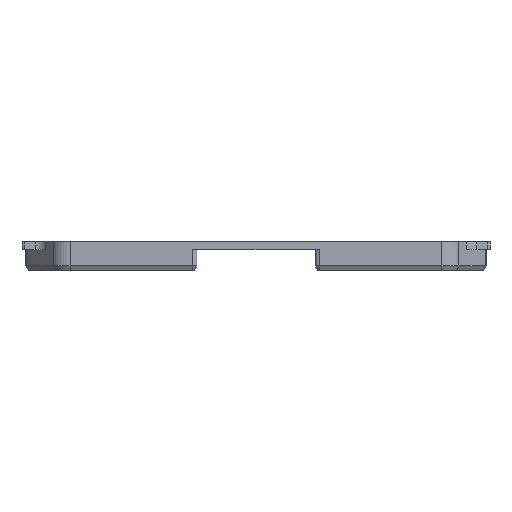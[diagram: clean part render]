
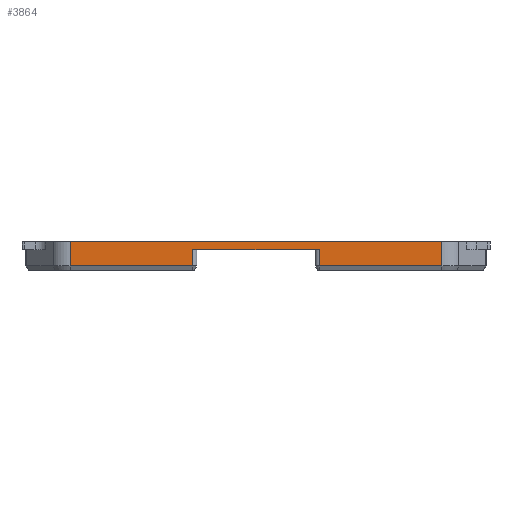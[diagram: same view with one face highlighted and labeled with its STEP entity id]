
A CAD part, front view. The second image highlights one B-rep face of the part: STEP entity #3864.
In plain terms, the highlighted planar face has unit normal (0, -1, 0).
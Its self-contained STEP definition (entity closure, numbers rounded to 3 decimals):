
#150=DIRECTION('',(1.,0.,0.));
#151=VECTOR('',#150,15.3);
#152=CARTESIAN_POINT('',(-7.65,0.001,0.));
#153=LINE('',#152,#151);
#1184=DIRECTION('',(-1.,0.,0.));
#1185=VECTOR('',#1184,14.804);
#1186=CARTESIAN_POINT('',(-7.65,0.001,
-1.98));
#1187=LINE('',#1186,#1185);
#1188=DIRECTION('',(-1.,0.,0.));
#1189=VECTOR('',#1188,14.804);
#1190=CARTESIAN_POINT('',(22.454,0.001,
-1.98));
#1191=LINE('',#1190,#1189);
#1192=DIRECTION('',(0.,0.,-1.));
#1193=VECTOR('',#1192,1.98);
#1194=CARTESIAN_POINT('',(-7.65,0.001,0.));
#1195=LINE('',#1194,#1193);
#1205=DIRECTION('',(0.,0.,-1.));
#1206=VECTOR('',#1205,2.93);
#1207=CARTESIAN_POINT('',(-22.454,0.001,0.95));
#1208=LINE('',#1207,#1206);
#1300=DIRECTION('',(1.,0.,0.));
#1301=VECTOR('',#1300,44.909);
#1302=CARTESIAN_POINT('',(-22.454,0.001,0.95));
#1303=LINE('',#1302,#1301);
#1406=DIRECTION('',(0.,0.,1.));
#1407=VECTOR('',#1406,2.93);
#1408=CARTESIAN_POINT('',(22.454,0.001,
-1.98));
#1409=LINE('',#1408,#1407);
#1434=DIRECTION('',(0.,0.,-1.));
#1435=VECTOR('',#1434,1.98);
#1436=CARTESIAN_POINT('',(7.65,0.001,0.));
#1437=LINE('',#1436,#1435);
#1758=CARTESIAN_POINT('',(-22.454,0.001,0.95));
#1759=VERTEX_POINT('',#1758);
#1760=CARTESIAN_POINT('',(22.454,0.001,0.95));
#1761=VERTEX_POINT('',#1760);
#1880=CARTESIAN_POINT('',(-7.65,0.001,0.));
#1881=VERTEX_POINT('',#1880);
#1884=CARTESIAN_POINT('',(7.65,0.001,0.));
#1886=VERTEX_POINT('',#1884);
#1918=CARTESIAN_POINT('',(-7.65,0.001,
-1.98));
#1919=CARTESIAN_POINT('',(-22.454,0.001,
-1.98));
#1920=VERTEX_POINT('',#1918);
#1921=VERTEX_POINT('',#1919);
#1962=CARTESIAN_POINT('',(22.454,0.001,
-1.98));
#1963=CARTESIAN_POINT('',(7.65,0.001,
-1.98));
#1964=VERTEX_POINT('',#1962);
#1965=VERTEX_POINT('',#1963);
#3844=CARTESIAN_POINT('',(-22.454,0.001,0.));
#3845=DIRECTION('',(0.,-1.,0.));
#3846=DIRECTION('',(1.,0.,0.));
#3847=AXIS2_PLACEMENT_3D('',#3844,#3845,#3846);
#3848=PLANE('',#3847);
#3850=ORIENTED_EDGE('',*,*,#3849,.T.);
#3852=ORIENTED_EDGE('',*,*,#3851,.F.);
#3854=ORIENTED_EDGE('',*,*,#3853,.T.);
#3856=ORIENTED_EDGE('',*,*,#3855,.F.);
#3857=ORIENTED_EDGE('',*,*,#3835,.T.);
#3859=ORIENTED_EDGE('',*,*,#3858,.F.);
#3860=ORIENTED_EDGE('',*,*,#2125,.F.);
#3861=ORIENTED_EDGE('',*,*,#3242,.T.);
#3862=EDGE_LOOP('',(#3850,#3852,#3854,#3856,#3857,#3859,#3860,#3861));
#3863=FACE_OUTER_BOUND('',#3862,.F.);
#2125=EDGE_CURVE('',#1881,#1886,#153,.T.);
#3242=EDGE_CURVE('',#1881,#1920,#1195,.T.);
#3835=EDGE_CURVE('',#1964,#1965,#1191,.T.);
#3849=EDGE_CURVE('',#1920,#1921,#1187,.T.);
#3851=EDGE_CURVE('',#1759,#1921,#1208,.T.);
#3853=EDGE_CURVE('',#1759,#1761,#1303,.T.);
#3855=EDGE_CURVE('',#1964,#1761,#1409,.T.);
#3858=EDGE_CURVE('',#1886,#1965,#1437,.T.);
#3864=ADVANCED_FACE('',(#3863),#3848,.T.);
